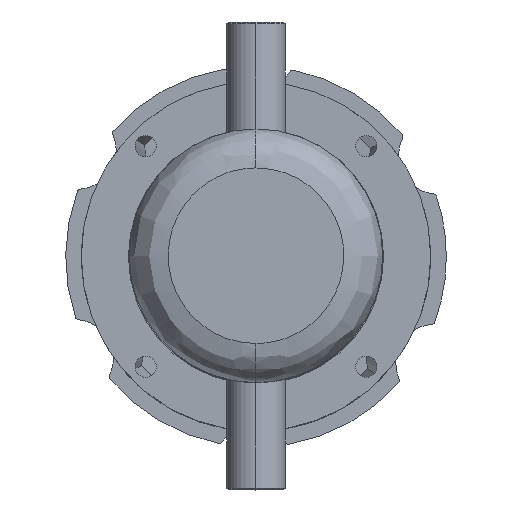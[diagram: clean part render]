
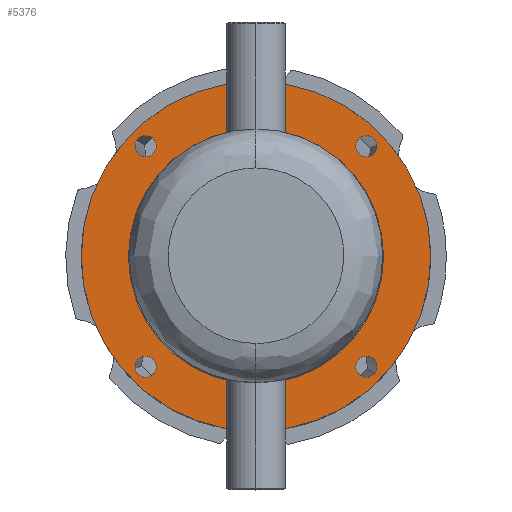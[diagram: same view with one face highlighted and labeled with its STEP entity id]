
A CAD part, top view. The second image highlights one B-rep face of the part: STEP entity #5376.
In plain terms, the highlighted planar face has unit normal (0, 0, 1).
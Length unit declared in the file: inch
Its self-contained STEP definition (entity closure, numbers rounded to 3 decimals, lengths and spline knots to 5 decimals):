
#45 = EDGE_CURVE ( 'NONE', #10600, #178, #1932, .T. ) ;
#50 = CIRCLE ( 'NONE', #1944, 0.8175 ) ;
#97 = CIRCLE ( 'NONE', #733, 1.12 ) ;
#178 = VERTEX_POINT ( 'NONE', #9105 ) ;
#184 = CARTESIAN_POINT ( 'NONE',  ( 0.77511, 0.70711, -0.72 ) ) ;
#410 = CARTESIAN_POINT ( 'NONE',  ( 0.63911, 0.70711, -0.72 ) ) ;
#478 = FACE_BOUND ( 'NONE', #3740, .T. ) ;
#685 = DIRECTION ( 'NONE',  ( 0., 0., 1. ) ) ;
#704 = VERTEX_POINT ( 'NONE', #1473 ) ;
#733 = AXIS2_PLACEMENT_3D ( 'NONE', #10275, #10928, #2542 ) ;
#932 = DIRECTION ( 'NONE',  ( 0., 1., 0. ) ) ;
#996 = VERTEX_POINT ( 'NONE', #1496 ) ;
#1183 = AXIS2_PLACEMENT_3D ( 'NONE', #10656, #6807, #932 ) ;
#1311 = AXIS2_PLACEMENT_3D ( 'NONE', #7919, #8557, #3594 ) ;
#1468 = CARTESIAN_POINT ( 'NONE',  ( 0.70711, 0.70711, -0.72 ) ) ;
#1473 = CARTESIAN_POINT ( 'NONE',  ( -0.77511, 0.70711, -0.72 ) ) ;
#1496 = CARTESIAN_POINT ( 'NONE',  ( -1.12, 0., -0.72 ) ) ;
#1538 = EDGE_CURVE ( 'NONE', #704, #7078, #8488, .T. ) ;
#1551 = CARTESIAN_POINT ( 'NONE',  ( 0., 0., -0.72 ) ) ;
#1609 = ORIENTED_EDGE ( 'NONE', *, *, #8529, .T. ) ;
#1723 = DIRECTION ( 'NONE',  ( 0., 0., -1. ) ) ;
#1932 = CIRCLE ( 'NONE', #1183, 0.068 ) ;
#1944 = AXIS2_PLACEMENT_3D ( 'NONE', #1551, #5320, #8070 ) ;
#1954 = CIRCLE ( 'NONE', #10207, 0.8175 ) ;
#2092 = EDGE_LOOP ( 'NONE', ( #6051, #3914 ) ) ;
#2135 = AXIS2_PLACEMENT_3D ( 'NONE', #1468, #7269, #2306 ) ;
#2200 = FACE_BOUND ( 'NONE', #4763, .T. ) ;
#2306 = DIRECTION ( 'NONE',  ( -1., 0., 0. ) ) ;
#2334 = CARTESIAN_POINT ( 'NONE',  ( -0.39598, -0.39598, -0.72 ) ) ;
#2438 = EDGE_CURVE ( 'NONE', #9782, #5414, #5191, .T. ) ;
#2467 = AXIS2_PLACEMENT_3D ( 'NONE', #2551, #1723, #10972 ) ;
#2500 = AXIS2_PLACEMENT_3D ( 'NONE', #7243, #4432, #10198 ) ;
#2542 = DIRECTION ( 'NONE',  ( 1., 0., 0. ) ) ;
#2551 = CARTESIAN_POINT ( 'NONE',  ( 0.70711, 0.70711, -0.72 ) ) ;
#2693 = EDGE_CURVE ( 'NONE', #7078, #704, #8515, .T. ) ;
#2709 = ORIENTED_EDGE ( 'NONE', *, *, #7774, .T. ) ;
#2712 = EDGE_CURVE ( 'NONE', #996, #5798, #97, .T. ) ;
#3047 = EDGE_CURVE ( 'NONE', #5798, #996, #6132, .T. ) ;
#3138 = PLANE ( 'NONE',  #4968 ) ;
#3171 = AXIS2_PLACEMENT_3D ( 'NONE', #6961, #10797, #8270 ) ;
#3228 = CARTESIAN_POINT ( 'NONE',  ( 0.70711, -0.70711, -0.72 ) ) ;
#3297 = ORIENTED_EDGE ( 'NONE', *, *, #3790, .T. ) ;
#3322 = CARTESIAN_POINT ( 'NONE',  ( 0.8175, 0., -0.72 ) ) ;
#3363 = CARTESIAN_POINT ( 'NONE',  ( -0.8175, 0., -0.72 ) ) ;
#3378 = CARTESIAN_POINT ( 'NONE',  ( -0.70711, -0.77511, -0.72 ) ) ;
#3594 = DIRECTION ( 'NONE',  ( -1., 0., 0. ) ) ;
#3718 = AXIS2_PLACEMENT_3D ( 'NONE', #3228, #3776, #9762 ) ;
#3740 = EDGE_LOOP ( 'NONE', ( #9862, #5820 ) ) ;
#3776 = DIRECTION ( 'NONE',  ( 0., 0., -1. ) ) ;
#3790 = EDGE_CURVE ( 'NONE', #6360, #7083, #8865, .T. ) ;
#3854 = FACE_OUTER_BOUND ( 'NONE', #4647, .T. ) ;
#3914 = ORIENTED_EDGE ( 'NONE', *, *, #6100, .T. ) ;
#4085 = DIRECTION ( 'NONE',  ( 1., 0., 0. ) ) ;
#4388 = FACE_BOUND ( 'NONE', #10042, .T. ) ;
#4432 = DIRECTION ( 'NONE',  ( 0., 0., -1. ) ) ;
#4517 = ORIENTED_EDGE ( 'NONE', *, *, #5741, .T. ) ;
#4647 = EDGE_LOOP ( 'NONE', ( #7471, #5650 ) ) ;
#4658 = FACE_BOUND ( 'NONE', #6067, .T. ) ;
#4763 = EDGE_LOOP ( 'NONE', ( #1609, #6937 ) ) ;
#4842 = CARTESIAN_POINT ( 'NONE',  ( 0., 0., -0.72 ) ) ;
#4942 = CARTESIAN_POINT ( 'NONE',  ( 0.70711, -0.77511, -0.72 ) ) ;
#4968 = AXIS2_PLACEMENT_3D ( 'NONE', #2334, #5594, #10913 ) ;
#5191 = CIRCLE ( 'NONE', #2467, 0.068 ) ;
#5320 = DIRECTION ( 'NONE',  ( 0., 0., -1. ) ) ;
#5376 = ADVANCED_FACE ( 'NONE', ( #2200, #3854, #4388, #4658, #478, #6855 ), #3138, .T. ) ;
#5414 = VERTEX_POINT ( 'NONE', #184 ) ;
#5470 = CARTESIAN_POINT ( 'NONE',  ( -0.63911, 0.70711, -0.72 ) ) ;
#5505 = CIRCLE ( 'NONE', #3171, 0.068 ) ;
#5531 = DIRECTION ( 'NONE',  ( -1., 0., 0. ) ) ;
#5559 = EDGE_CURVE ( 'NONE', #8379, #7041, #1954, .T. ) ;
#5594 = DIRECTION ( 'NONE',  ( 0., 0., 1. ) ) ;
#5650 = ORIENTED_EDGE ( 'NONE', *, *, #2712, .T. ) ;
#5741 = EDGE_CURVE ( 'NONE', #7083, #6360, #7392, .T. ) ;
#5798 = VERTEX_POINT ( 'NONE', #8334 ) ;
#5820 = ORIENTED_EDGE ( 'NONE', *, *, #2693, .T. ) ;
#6051 = ORIENTED_EDGE ( 'NONE', *, *, #2438, .T. ) ;
#6067 = EDGE_LOOP ( 'NONE', ( #2709, #8936 ) ) ;
#6100 = EDGE_CURVE ( 'NONE', #5414, #9782, #8201, .T. ) ;
#6132 = CIRCLE ( 'NONE', #10165, 1.12 ) ;
#6360 = VERTEX_POINT ( 'NONE', #4942 ) ;
#6555 = AXIS2_PLACEMENT_3D ( 'NONE', #8404, #9230, #5531 ) ;
#6807 = DIRECTION ( 'NONE',  ( 0., 0., -1. ) ) ;
#6855 = FACE_BOUND ( 'NONE', #2092, .T. ) ;
#6937 = ORIENTED_EDGE ( 'NONE', *, *, #5559, .T. ) ;
#6961 = CARTESIAN_POINT ( 'NONE',  ( -0.70711, -0.70711, -0.72 ) ) ;
#7041 = VERTEX_POINT ( 'NONE', #3322 ) ;
#7078 = VERTEX_POINT ( 'NONE', #5470 ) ;
#7083 = VERTEX_POINT ( 'NONE', #8003 ) ;
#7243 = CARTESIAN_POINT ( 'NONE',  ( 0.70711, -0.70711, -0.72 ) ) ;
#7269 = DIRECTION ( 'NONE',  ( 0., 0., -1. ) ) ;
#7392 = CIRCLE ( 'NONE', #3718, 0.068 ) ;
#7471 = ORIENTED_EDGE ( 'NONE', *, *, #3047, .T. ) ;
#7645 = CARTESIAN_POINT ( 'NONE',  ( 0., 0., -0.72 ) ) ;
#7774 = EDGE_CURVE ( 'NONE', #178, #10600, #5505, .T. ) ;
#7919 = CARTESIAN_POINT ( 'NONE',  ( -0.70711, 0.70711, -0.72 ) ) ;
#8003 = CARTESIAN_POINT ( 'NONE',  ( 0.70711, -0.63911, -0.72 ) ) ;
#8070 = DIRECTION ( 'NONE',  ( 1., 0., 0. ) ) ;
#8201 = CIRCLE ( 'NONE', #2135, 0.068 ) ;
#8270 = DIRECTION ( 'NONE',  ( 0., 1., 0. ) ) ;
#8334 = CARTESIAN_POINT ( 'NONE',  ( 1.12, 0., -0.72 ) ) ;
#8379 = VERTEX_POINT ( 'NONE', #3363 ) ;
#8404 = CARTESIAN_POINT ( 'NONE',  ( -0.70711, 0.70711, -0.72 ) ) ;
#8488 = CIRCLE ( 'NONE', #6555, 0.068 ) ;
#8515 = CIRCLE ( 'NONE', #1311, 0.068 ) ;
#8529 = EDGE_CURVE ( 'NONE', #7041, #8379, #50, .T. ) ;
#8557 = DIRECTION ( 'NONE',  ( 0., 0., -1. ) ) ;
#8865 = CIRCLE ( 'NONE', #2500, 0.068 ) ;
#8936 = ORIENTED_EDGE ( 'NONE', *, *, #45, .T. ) ;
#9105 = CARTESIAN_POINT ( 'NONE',  ( -0.70711, -0.63911, -0.72 ) ) ;
#9230 = DIRECTION ( 'NONE',  ( 0., 0., -1. ) ) ;
#9270 = DIRECTION ( 'NONE',  ( 1., 0., 0. ) ) ;
#9762 = DIRECTION ( 'NONE',  ( 0., 1., 0. ) ) ;
#9782 = VERTEX_POINT ( 'NONE', #410 ) ;
#9862 = ORIENTED_EDGE ( 'NONE', *, *, #1538, .T. ) ;
#10042 = EDGE_LOOP ( 'NONE', ( #4517, #3297 ) ) ;
#10165 = AXIS2_PLACEMENT_3D ( 'NONE', #7645, #685, #9270 ) ;
#10198 = DIRECTION ( 'NONE',  ( 0., 1., 0. ) ) ;
#10207 = AXIS2_PLACEMENT_3D ( 'NONE', #4842, #10845, #4085 ) ;
#10275 = CARTESIAN_POINT ( 'NONE',  ( 0., 0., -0.72 ) ) ;
#10600 = VERTEX_POINT ( 'NONE', #3378 ) ;
#10656 = CARTESIAN_POINT ( 'NONE',  ( -0.70711, -0.70711, -0.72 ) ) ;
#10797 = DIRECTION ( 'NONE',  ( 0., 0., -1. ) ) ;
#10845 = DIRECTION ( 'NONE',  ( 0., 0., -1. ) ) ;
#10913 = DIRECTION ( 'NONE',  ( 1., 0., 0. ) ) ;
#10928 = DIRECTION ( 'NONE',  ( 0., 0., 1. ) ) ;
#10972 = DIRECTION ( 'NONE',  ( -1., 0., 0. ) ) ;
